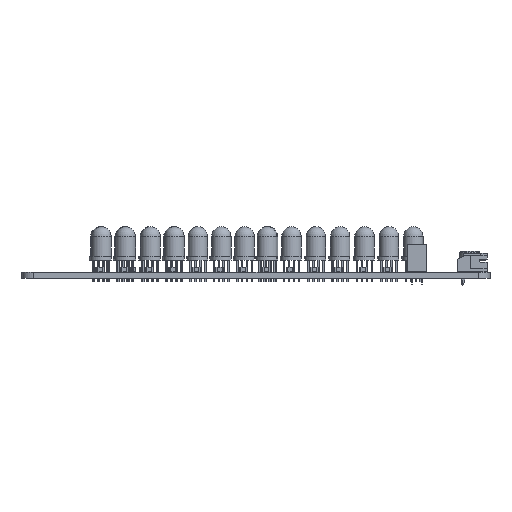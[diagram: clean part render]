
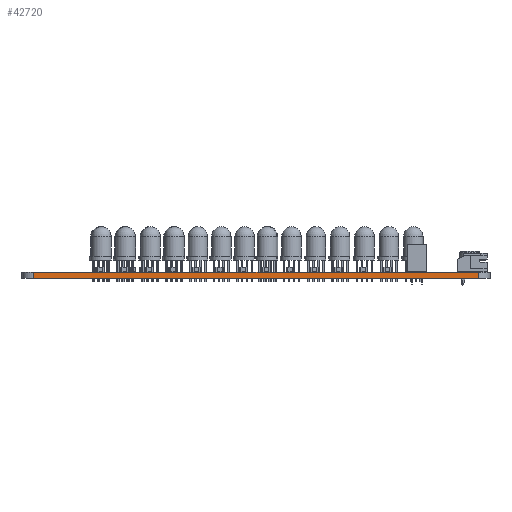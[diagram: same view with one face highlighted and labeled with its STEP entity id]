
A CAD part, left-side view. The second image highlights one B-rep face of the part: STEP entity #42720.
In plain terms, the highlighted planar face has unit normal (-1, 0, 0).
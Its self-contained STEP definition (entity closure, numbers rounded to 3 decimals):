
#42602 = EDGE_CURVE('',#42603,#42605,#42607,.T.);
#42603 = VERTEX_POINT('',#42604);
#42604 = CARTESIAN_POINT('',(66.,-320.,0.));
#42605 = VERTEX_POINT('',#42606);
#42606 = CARTESIAN_POINT('',(66.,-320.,1.6));
#42607 = SURFACE_CURVE('',#42608,(#42612,#42624),.PCURVE_S1.);
#42608 = LINE('',#42609,#42610);
#42609 = CARTESIAN_POINT('',(66.,-320.,0.));
#42610 = VECTOR('',#42611,1.);
#42611 = DIRECTION('',(0.,0.,1.));
#42612 = PCURVE('',#42613,#42618);
#42613 = CYLINDRICAL_SURFACE('',#42614,3.);
#42614 = AXIS2_PLACEMENT_3D('',#42615,#42616,#42617);
#42615 = CARTESIAN_POINT('',(69.,-320.,0.));
#42616 = DIRECTION('',(0.,0.,-1.));
#42617 = DIRECTION('',(1.,0.,0.));
#42618 = DEFINITIONAL_REPRESENTATION('',(#42619),#42623);
#42619 = LINE('',#42620,#42621);
#42620 = CARTESIAN_POINT('',(-3.142,0.));
#42621 = VECTOR('',#42622,1.);
#42622 = DIRECTION('',(0.,-1.));
#42623 = ( GEOMETRIC_REPRESENTATION_CONTEXT(2) 
PARAMETRIC_REPRESENTATION_CONTEXT() REPRESENTATION_CONTEXT('2D SPACE',''
  ) );
#42624 = PCURVE('',#42625,#42630);
#42625 = PLANE('',#42626);
#42626 = AXIS2_PLACEMENT_3D('',#42627,#42628,#42629);
#42627 = CARTESIAN_POINT('',(66.,-320.,0.));
#42628 = DIRECTION('',(-1.,0.,0.));
#42629 = DIRECTION('',(0.,1.,0.));
#42630 = DEFINITIONAL_REPRESENTATION('',(#42631),#42635);
#42631 = LINE('',#42632,#42633);
#42632 = CARTESIAN_POINT('',(0.,0.));
#42633 = VECTOR('',#42634,1.);
#42634 = DIRECTION('',(0.,-1.));
#42635 = ( GEOMETRIC_REPRESENTATION_CONTEXT(2) 
PARAMETRIC_REPRESENTATION_CONTEXT() REPRESENTATION_CONTEXT('2D SPACE',''
  ) );
#42654 = PLANE('',#42655);
#42655 = AXIS2_PLACEMENT_3D('',#42656,#42657,#42658);
#42656 = CARTESIAN_POINT('',(136.,-263.,1.6));
#42657 = DIRECTION('',(0.,0.,1.));
#42658 = DIRECTION('',(1.,0.,0.));
#42709 = PLANE('',#42710);
#42710 = AXIS2_PLACEMENT_3D('',#42711,#42712,#42713);
#42711 = CARTESIAN_POINT('',(136.,-263.,0.));
#42712 = DIRECTION('',(0.,0.,1.));
#42713 = DIRECTION('',(1.,0.,0.));
#42720 = ADVANCED_FACE('',(#42721),#42625,.T.);
#42721 = FACE_BOUND('',#42722,.T.);
#42722 = EDGE_LOOP('',(#42723,#42724,#42747,#42775));
#42723 = ORIENTED_EDGE('',*,*,#42602,.T.);
#42724 = ORIENTED_EDGE('',*,*,#42725,.T.);
#42725 = EDGE_CURVE('',#42605,#42726,#42728,.T.);
#42726 = VERTEX_POINT('',#42727);
#42727 = CARTESIAN_POINT('',(66.,-206.,1.6));
#42728 = SURFACE_CURVE('',#42729,(#42733,#42740),.PCURVE_S1.);
#42729 = LINE('',#42730,#42731);
#42730 = CARTESIAN_POINT('',(66.,-320.,1.6));
#42731 = VECTOR('',#42732,1.);
#42732 = DIRECTION('',(0.,1.,0.));
#42733 = PCURVE('',#42625,#42734);
#42734 = DEFINITIONAL_REPRESENTATION('',(#42735),#42739);
#42735 = LINE('',#42736,#42737);
#42736 = CARTESIAN_POINT('',(0.,-1.6));
#42737 = VECTOR('',#42738,1.);
#42738 = DIRECTION('',(1.,0.));
#42739 = ( GEOMETRIC_REPRESENTATION_CONTEXT(2) 
PARAMETRIC_REPRESENTATION_CONTEXT() REPRESENTATION_CONTEXT('2D SPACE',''
  ) );
#42740 = PCURVE('',#42654,#42741);
#42741 = DEFINITIONAL_REPRESENTATION('',(#42742),#42746);
#42742 = LINE('',#42743,#42744);
#42743 = CARTESIAN_POINT('',(-70.,-57.));
#42744 = VECTOR('',#42745,1.);
#42745 = DIRECTION('',(0.,1.));
#42746 = ( GEOMETRIC_REPRESENTATION_CONTEXT(2) 
PARAMETRIC_REPRESENTATION_CONTEXT() REPRESENTATION_CONTEXT('2D SPACE',''
  ) );
#42747 = ORIENTED_EDGE('',*,*,#42748,.F.);
#42748 = EDGE_CURVE('',#42749,#42726,#42751,.T.);
#42749 = VERTEX_POINT('',#42750);
#42750 = CARTESIAN_POINT('',(66.,-206.,0.));
#42751 = SURFACE_CURVE('',#42752,(#42756,#42763),.PCURVE_S1.);
#42752 = LINE('',#42753,#42754);
#42753 = CARTESIAN_POINT('',(66.,-206.,0.));
#42754 = VECTOR('',#42755,1.);
#42755 = DIRECTION('',(0.,0.,1.));
#42756 = PCURVE('',#42625,#42757);
#42757 = DEFINITIONAL_REPRESENTATION('',(#42758),#42762);
#42758 = LINE('',#42759,#42760);
#42759 = CARTESIAN_POINT('',(114.,0.));
#42760 = VECTOR('',#42761,1.);
#42761 = DIRECTION('',(0.,-1.));
#42762 = ( GEOMETRIC_REPRESENTATION_CONTEXT(2) 
PARAMETRIC_REPRESENTATION_CONTEXT() REPRESENTATION_CONTEXT('2D SPACE',''
  ) );
#42763 = PCURVE('',#42764,#42769);
#42764 = CYLINDRICAL_SURFACE('',#42765,3.);
#42765 = AXIS2_PLACEMENT_3D('',#42766,#42767,#42768);
#42766 = CARTESIAN_POINT('',(69.,-206.,0.));
#42767 = DIRECTION('',(0.,0.,-1.));
#42768 = DIRECTION('',(1.,0.,0.));
#42769 = DEFINITIONAL_REPRESENTATION('',(#42770),#42774);
#42770 = LINE('',#42771,#42772);
#42771 = CARTESIAN_POINT('',(-3.142,0.));
#42772 = VECTOR('',#42773,1.);
#42773 = DIRECTION('',(0.,-1.));
#42774 = ( GEOMETRIC_REPRESENTATION_CONTEXT(2) 
PARAMETRIC_REPRESENTATION_CONTEXT() REPRESENTATION_CONTEXT('2D SPACE',''
  ) );
#42775 = ORIENTED_EDGE('',*,*,#42776,.F.);
#42776 = EDGE_CURVE('',#42603,#42749,#42777,.T.);
#42777 = SURFACE_CURVE('',#42778,(#42782,#42789),.PCURVE_S1.);
#42778 = LINE('',#42779,#42780);
#42779 = CARTESIAN_POINT('',(66.,-320.,0.));
#42780 = VECTOR('',#42781,1.);
#42781 = DIRECTION('',(0.,1.,0.));
#42782 = PCURVE('',#42625,#42783);
#42783 = DEFINITIONAL_REPRESENTATION('',(#42784),#42788);
#42784 = LINE('',#42785,#42786);
#42785 = CARTESIAN_POINT('',(0.,0.));
#42786 = VECTOR('',#42787,1.);
#42787 = DIRECTION('',(1.,0.));
#42788 = ( GEOMETRIC_REPRESENTATION_CONTEXT(2) 
PARAMETRIC_REPRESENTATION_CONTEXT() REPRESENTATION_CONTEXT('2D SPACE',''
  ) );
#42789 = PCURVE('',#42709,#42790);
#42790 = DEFINITIONAL_REPRESENTATION('',(#42791),#42795);
#42791 = LINE('',#42792,#42793);
#42792 = CARTESIAN_POINT('',(-70.,-57.));
#42793 = VECTOR('',#42794,1.);
#42794 = DIRECTION('',(0.,1.));
#42795 = ( GEOMETRIC_REPRESENTATION_CONTEXT(2) 
PARAMETRIC_REPRESENTATION_CONTEXT() REPRESENTATION_CONTEXT('2D SPACE',''
  ) );
